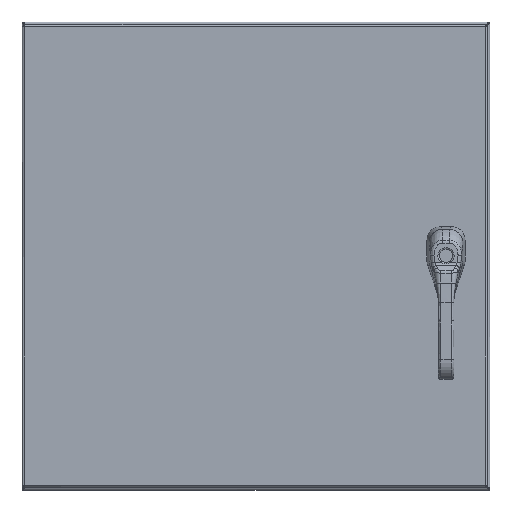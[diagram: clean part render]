
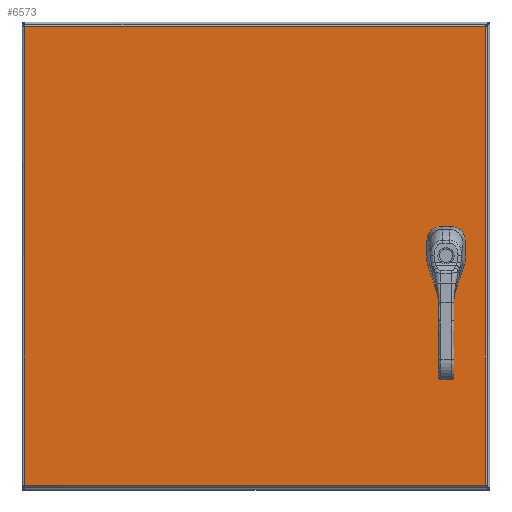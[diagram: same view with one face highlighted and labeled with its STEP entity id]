
A CAD part, top view. The second image highlights one B-rep face of the part: STEP entity #6573.
In plain terms, the highlighted face is planar.
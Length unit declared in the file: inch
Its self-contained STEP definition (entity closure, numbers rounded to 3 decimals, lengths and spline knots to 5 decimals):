
#4896=CARTESIAN_POINT('',(2.33762,12.275,0.0));
#4897=VERTEX_POINT('',#4896);
#4904=CARTESIAN_POINT('',(2.525,12.08762,0.0));
#4905=VERTEX_POINT('',#4904);
#4906=CARTESIAN_POINT('',(2.125,11.875,0.0));
#4907=DIRECTION('',(0.0,0.0,1.0));
#4908=DIRECTION('',(-0.469,-0.883,0.0));
#4909=AXIS2_PLACEMENT_3D('',#4906,#4907,#4908);
#4910=CIRCLE('',#4909,0.453);
#4911=EDGE_CURVE('',#4905,#4897,#4910,.T.);
#4936=CARTESIAN_POINT('',(2.525,11.66238,0.0));
#4937=VERTEX_POINT('',#4936);
#4938=CARTESIAN_POINT('',(2.525,11.66238,0.0));
#4939=DIRECTION('',(0.0,1.0,0.0));
#4940=VECTOR('',#4939,0.42525);
#4941=LINE('',#4938,#4940);
#4942=EDGE_CURVE('',#4937,#4905,#4941,.T.);
#4968=CARTESIAN_POINT('',(2.33762,11.475,0.0));
#4969=VERTEX_POINT('',#4968);
#4970=CARTESIAN_POINT('',(2.125,11.875,0.0));
#4971=DIRECTION('',(0.0,0.0,1.0));
#4972=DIRECTION('',(-0.883,0.469,0.0));
#4973=AXIS2_PLACEMENT_3D('',#4970,#4971,#4972);
#4974=CIRCLE('',#4973,0.453);
#4975=EDGE_CURVE('',#4969,#4937,#4974,.T.);
#5000=CARTESIAN_POINT('',(1.91238,11.475,0.0));
#5001=VERTEX_POINT('',#5000);
#5002=CARTESIAN_POINT('',(1.91238,11.475,0.0));
#5003=DIRECTION('',(1.0,0.0,0.0));
#5004=VECTOR('',#5003,0.42525);
#5005=LINE('',#5002,#5004);
#5006=EDGE_CURVE('',#5001,#4969,#5005,.T.);
#5032=CARTESIAN_POINT('',(1.725,11.66238,0.0));
#5033=VERTEX_POINT('',#5032);
#5034=CARTESIAN_POINT('',(2.125,11.875,0.0));
#5035=DIRECTION('',(0.0,0.0,1.0));
#5036=DIRECTION('',(0.469,0.883,0.0));
#5037=AXIS2_PLACEMENT_3D('',#5034,#5035,#5036);
#5038=CIRCLE('',#5037,0.453);
#5039=EDGE_CURVE('',#5033,#5001,#5038,.T.);
#5064=CARTESIAN_POINT('',(1.725,12.08762,0.0));
#5065=VERTEX_POINT('',#5064);
#5066=CARTESIAN_POINT('',(1.725,12.08762,0.0));
#5067=DIRECTION('',(0.0,-1.0,0.0));
#5068=VECTOR('',#5067,0.42525);
#5069=LINE('',#5066,#5068);
#5070=EDGE_CURVE('',#5065,#5033,#5069,.T.);
#5096=CARTESIAN_POINT('',(1.91238,12.275,0.0));
#5097=VERTEX_POINT('',#5096);
#5098=CARTESIAN_POINT('',(2.125,11.875,0.0));
#5099=DIRECTION('',(0.0,0.0,1.0));
#5100=DIRECTION('',(0.883,-0.469,0.0));
#5101=AXIS2_PLACEMENT_3D('',#5098,#5099,#5100);
#5102=CIRCLE('',#5101,0.453);
#5103=EDGE_CURVE('',#5097,#5065,#5102,.T.);
#5126=CARTESIAN_POINT('',(2.33762,12.275,0.0));
#5127=DIRECTION('',(-1.0,0.0,0.0));
#5128=VECTOR('',#5127,0.42525);
#5129=LINE('',#5126,#5128);
#5130=EDGE_CURVE('',#4897,#5097,#5129,.T.);
#5581=CARTESIAN_POINT('',(23.76975,0.10525,0.));
#5582=VERTEX_POINT('',#5581);
#5593=CARTESIAN_POINT('',(23.76975,23.64475,0.));
#5594=VERTEX_POINT('',#5593);
#5595=CARTESIAN_POINT('',(23.76975,23.64475,0.0));
#5596=DIRECTION('',(0.0,-1.0,0.0));
#5597=VECTOR('',#5596,23.5395);
#5598=LINE('',#5595,#5597);
#5599=EDGE_CURVE('',#5594,#5582,#5598,.T.);
#5751=CARTESIAN_POINT('',(0.10525,0.10525,0.));
#5752=VERTEX_POINT('',#5751);
#5763=CARTESIAN_POINT('',(23.76975,0.10525,0.0));
#5764=DIRECTION('',(-1.0,0.0,0.0));
#5765=VECTOR('',#5764,23.6645);
#5766=LINE('',#5763,#5765);
#5767=EDGE_CURVE('',#5582,#5752,#5766,.T.);
#6028=CARTESIAN_POINT('',(0.10525,23.64475,0.));
#6029=VERTEX_POINT('',#6028);
#6040=CARTESIAN_POINT('',(0.10525,0.10525,0.0));
#6041=DIRECTION('',(0.0,1.0,0.0));
#6042=VECTOR('',#6041,23.5395);
#6043=LINE('',#6040,#6042);
#6044=EDGE_CURVE('',#5752,#6029,#6043,.T.);
#6309=CARTESIAN_POINT('',(0.10525,23.64475,0.0));
#6310=DIRECTION('',(1.0,0.0,0.0));
#6311=VECTOR('',#6310,23.6645);
#6312=LINE('',#6309,#6311);
#6313=EDGE_CURVE('',#6029,#5594,#6312,.T.);
#6552=CARTESIAN_POINT('',(11.9375,11.875,0.0));
#6553=DIRECTION('',(0.0,0.0,1.0));
#6554=DIRECTION('',(1.0,0.0,0.0));
#6555=AXIS2_PLACEMENT_3D('',#6552,#6553,#6554);
#6556=PLANE('',#6555);
#6557=ORIENTED_EDGE('',*,*,#5599,.T.);
#6558=ORIENTED_EDGE('',*,*,#5767,.T.);
#6559=ORIENTED_EDGE('',*,*,#6044,.T.);
#6560=ORIENTED_EDGE('',*,*,#6313,.T.);
#6561=EDGE_LOOP('',(#6557,#6558,#6559,#6560));
#6562=FACE_OUTER_BOUND('',#6561,.T.);
#6563=ORIENTED_EDGE('',*,*,#4911,.T.);
#6564=ORIENTED_EDGE('',*,*,#5130,.T.);
#6565=ORIENTED_EDGE('',*,*,#5103,.T.);
#6566=ORIENTED_EDGE('',*,*,#5070,.T.);
#6567=ORIENTED_EDGE('',*,*,#5039,.T.);
#6568=ORIENTED_EDGE('',*,*,#5006,.T.);
#6569=ORIENTED_EDGE('',*,*,#4975,.T.);
#6570=ORIENTED_EDGE('',*,*,#4942,.T.);
#6571=EDGE_LOOP('',(#6563,#6564,#6565,#6566,#6567,#6568,#6569,#6570));
#6572=FACE_BOUND('',#6571,.T.);
#6573=ADVANCED_FACE('',(#6562,#6572),#6556,.F.);
